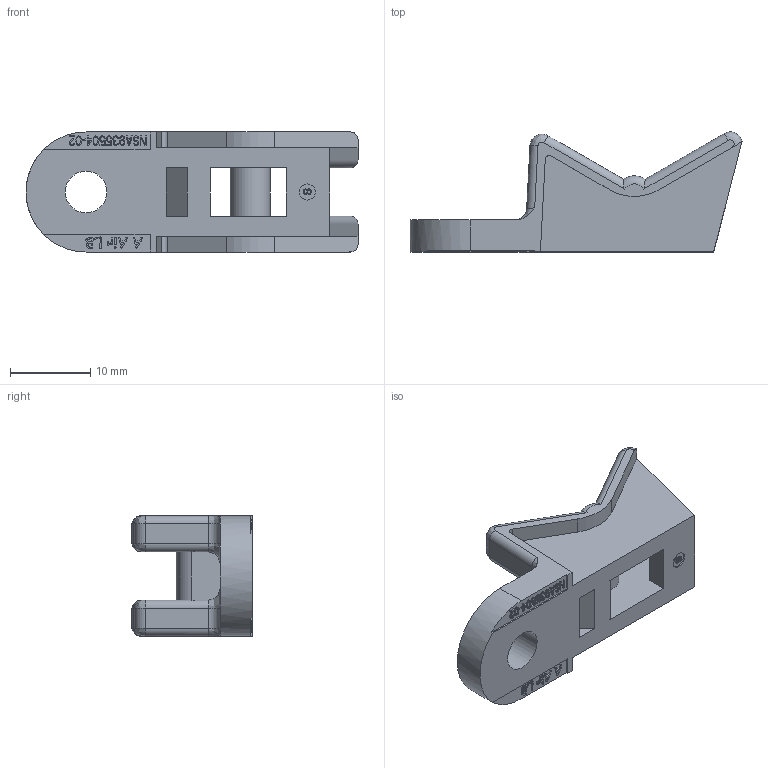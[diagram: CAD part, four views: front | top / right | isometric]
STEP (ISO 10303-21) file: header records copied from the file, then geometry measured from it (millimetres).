
FILE_DESCRIPTION((''),'2;1');
FILE_NAME('003261_102_59','2020-01-31T',('presta_be4'),(''),'CREO PARAMETRIC BY PTC INC, 2018360','CREO PARAMETRIC BY PTC INC, 2018360','');
FILE_SCHEMA(('CONFIG_CONTROL_DESIGN'));
Length unit declared in the file: millimetre
Products named in the file (1): 003261_102_59
Bounding box: 41.47 x 15 x 15 mm (x, y, z)
Volume: 2848.9 mm3; surface area: 2639.8 mm2
Topology: 1 solids, 1 shells, 727 faces, 2059 edges, 1364 vertices
Faces by surface type: plane 563, extrusion 119, cylinder 31, bspline 12, torus 2
Entity records: 23977 total; most frequent: CARTESIAN_POINT 5578, ORIENTED_EDGE 4118, DIRECTION 3162, EDGE_CURVE 2059, VECTOR 1846, LINE 1727, VERTEX_POINT 1364, EDGE_LOOP 763
